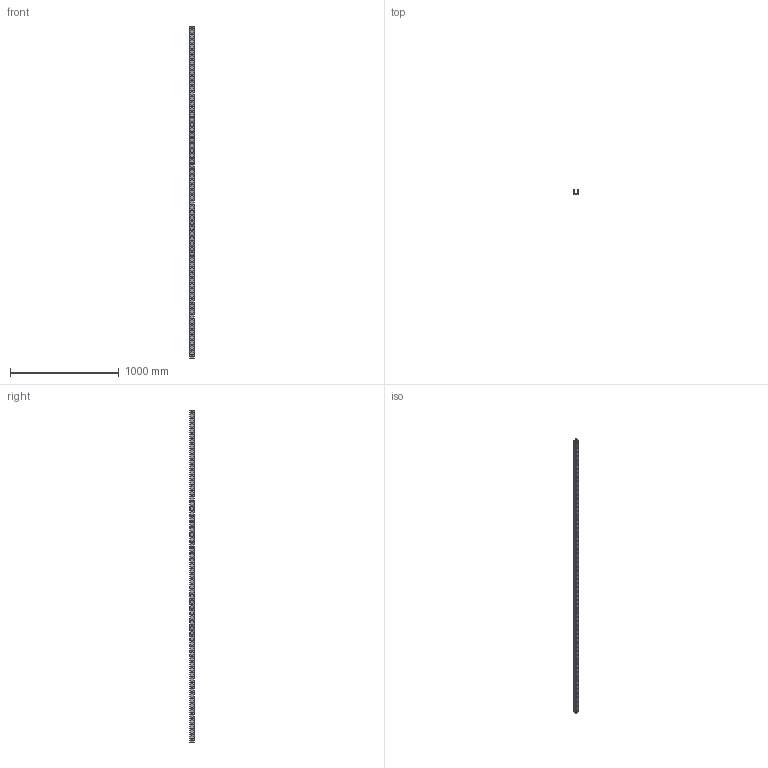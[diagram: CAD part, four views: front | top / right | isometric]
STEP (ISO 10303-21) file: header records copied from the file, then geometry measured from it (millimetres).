
FILE_DESCRIPTION(('TurboCAD Mac Pro'),'Build 980');
FILE_NAME('P1000H3.stp',' ',(''),(''),'ACIS Interop','IMSI','TurboCAD Mac Pro BY IMSI, INCORPORATED');
FILE_SCHEMA(('automotive_design'));
Length unit declared in the file: inch
Products named in the file (1): 1
Bounding box: 41.27 x 41.27 x 3048 mm (x, y, z)
Volume: 1004300.4 mm3; surface area: 790122 mm2
Topology: 1 solids, 1 shells, 842 faces, 2520 edges, 1680 vertices
Faces by surface type: bspline 812, plane 30
Entity records: 41376 total; most frequent: CARTESIAN_POINT 16887, ORIENTED_EDGE 5040, EDGE_CURVE 2520, VERTEX_POINT 1680, B_SPLINE_CURVE_WITH_KNOTS 1652, EDGE_LOOP 1226, DIRECTION 930, LINE 868
